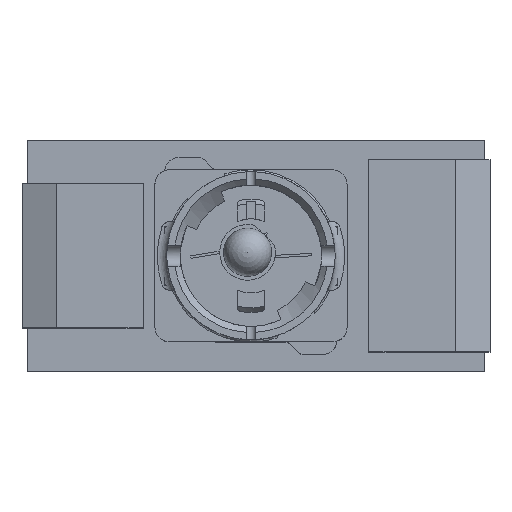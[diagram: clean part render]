
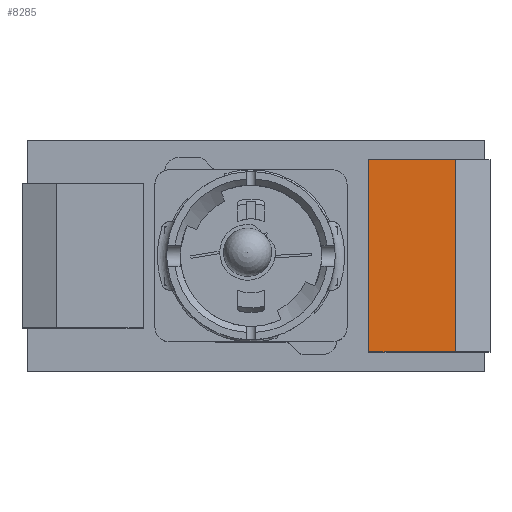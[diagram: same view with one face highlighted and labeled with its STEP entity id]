
A CAD part, top view. The second image highlights one B-rep face of the part: STEP entity #8285.
In plain terms, the highlighted planar face has unit normal (0, 0, 1).
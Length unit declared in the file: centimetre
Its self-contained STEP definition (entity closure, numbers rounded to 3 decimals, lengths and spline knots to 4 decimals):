
#811=FACE_OUTER_BOUND($,#1281,.T.);
#1281=EDGE_LOOP($,(#7203,#7204,#7205,#7206));
#2161=LINE($,#13828,#3091);
#2169=LINE($,#13843,#3099);
#2177=LINE($,#13860,#3107);
#2179=LINE($,#13863,#3109);
#3091=VECTOR($,#10912,0.9);
#3099=VECTOR($,#10922,2.);
#3107=VECTOR($,#10938,2.);
#3109=VECTOR($,#10942,0.9);
#3923=VERTEX_POINT($,#13824);
#3925=VERTEX_POINT($,#13827);
#3930=VERTEX_POINT($,#13839);
#3936=VERTEX_POINT($,#13858);
#5058=EDGE_CURVE($,#3925,#3923,#2161,.T.);
#5066=EDGE_CURVE($,#3930,#3925,#2169,.T.);
#5074=EDGE_CURVE($,#3923,#3936,#2177,.T.);
#5076=EDGE_CURVE($,#3936,#3930,#2179,.T.);
#7203=ORIENTED_EDGE($,*,*,#5076,.T.);
#7204=ORIENTED_EDGE($,*,*,#5066,.T.);
#7205=ORIENTED_EDGE($,*,*,#5058,.T.);
#7206=ORIENTED_EDGE($,*,*,#5074,.T.);
#7866=PLANE($,#8911);
#8285=ADVANCED_FACE($,(#811),#7866,.T.);
#8911=AXIS2_PLACEMENT_3D($,#13862,#10940,#10941);
#10912=DIRECTION($,(-1.,0.,0.));
#10922=DIRECTION($,(0.,1.,0.));
#10938=DIRECTION($,(0.,-1.,0.));
#10940=DIRECTION('center_axis',(0.,0.,1.));
#10941=DIRECTION('ref_axis',(0.,1.,0.));
#10942=DIRECTION($,(1.,0.,0.));
#13824=CARTESIAN_POINT('',(2.2736,6.3813,0.5876));
#13827=CARTESIAN_POINT('',(3.1736,6.3813,0.5876));
#13828=CARTESIAN_POINT($,(3.1736,6.3813,0.5876));
#13839=CARTESIAN_POINT('',(3.1736,4.3813,0.5876));
#13843=CARTESIAN_POINT($,(3.1736,5.3813,0.5876));
#13858=CARTESIAN_POINT('',(2.2736,4.3813,0.5876));
#13860=CARTESIAN_POINT($,(2.2736,5.3813,0.5876));
#13862=CARTESIAN_POINT('Origin',(2.2736,5.3813,0.5876));
#13863=CARTESIAN_POINT($,(3.1736,4.3813,0.5876));
